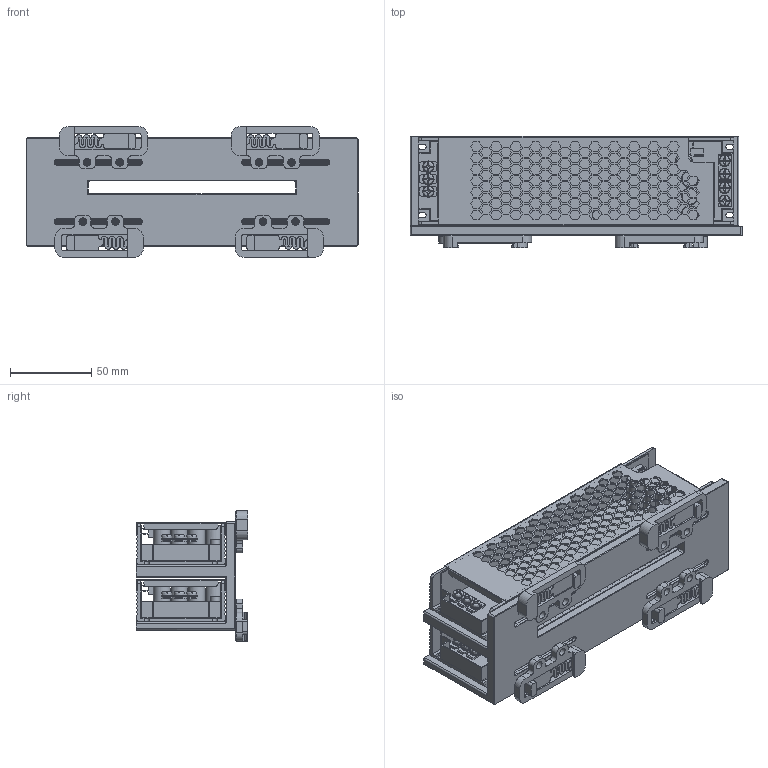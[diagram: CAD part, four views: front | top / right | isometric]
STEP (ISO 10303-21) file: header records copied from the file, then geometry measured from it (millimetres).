
FILE_DESCRIPTION(/* description */ (''),/* implementation_level */ '2;1');
FILE_NAME(/* name */ 'dual_uhp_mount.step',/* time_stamp */ '2022-09-13T20:13:32+12:00',/* author */ (''),/* organization */ (''),/* preprocessor_version */ 'ST-DEVELOPER v19',/* originating_system */ 'Autodesk Translation Framework v11.7.0.108',/* authorisation */ '');
FILE_SCHEMA (('AUTOMOTIVE_DESIGN { 1 0 10303 214 3 1 1 }'));
Products named in the file (3): dual_uhp_mount; MeanWellUHP200; 电源安装爪
Assembly tree (6 placements, depth 2):
  dual_uhp_mount
    MeanWellUHP200  x2
    电源安装爪  x4
Bounding box: 203.97 x 68.6 x 80.4 mm (x, y, z)
Volume: 265009.1 mm3; surface area: 273020.3 mm2
Topology: 59 solids, 59 shells, 3600 faces, 10107 edges, 6612 vertices
Faces by surface type: plane 2892, cylinder 395, cone 210, bspline 90, torus 13
Full cylindrical faces by diameter (mm): 4.7 x16, 5.835 x2, 7.294 x2, 10.433 x8
Entity records: 57234 total; most frequent: CARTESIAN_POINT 12699, ORIENTED_EDGE 9550, DIRECTION 8476, EDGE_CURVE 4775, LINE 4064, VECTOR 4064, VERTEX_POINT 3139, AXIS2_PLACEMENT_3D 2206
